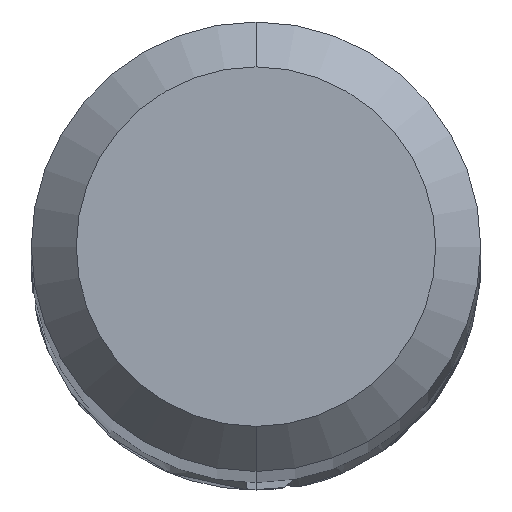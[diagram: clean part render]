
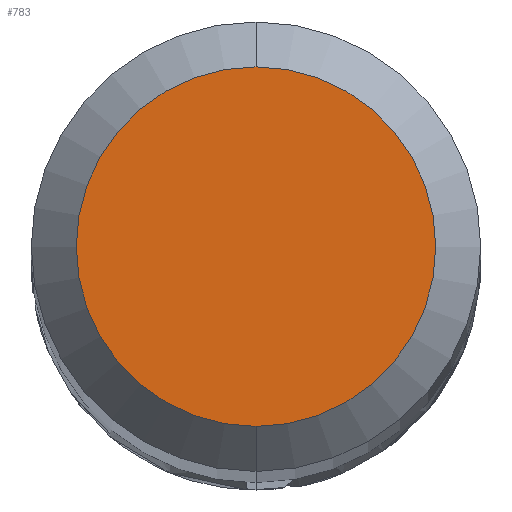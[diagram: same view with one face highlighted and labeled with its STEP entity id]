
A CAD part, top view. The second image highlights one B-rep face of the part: STEP entity #783.
In plain terms, the highlighted planar face has unit normal (0, 0, 1).
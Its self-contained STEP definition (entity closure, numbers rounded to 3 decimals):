
#783=ADVANCED_FACE('',(#2267),#2268,.T.);
#1345=VERTEX_POINT('',#2886);
#1459=EDGE_CURVE('',#1345,#1503,#3006,.T.);
#1503=VERTEX_POINT('',#3052);
#1713=EDGE_CURVE('',#1503,#1345,#3285,.T.);
#2267=FACE_OUTER_BOUND('',#3907,.T.);
#2268=PLANE('',#3908);
#2886=CARTESIAN_POINT('',(0.,-1.2,0.0));
#3006=CIRCLE('',#7862,1.2);
#3052=CARTESIAN_POINT('',(0.0,1.2,0.0));
#3285=CIRCLE('',#8858,1.2);
#3907=EDGE_LOOP('',(#11476,#11477));
#3908=AXIS2_PLACEMENT_3D('',#11478,#11479,#11480);
#7862=AXIS2_PLACEMENT_3D('',#12306,#12307,#12308);
#8858=AXIS2_PLACEMENT_3D('',#12614,#12615,#12616);
#11476=ORIENTED_EDGE('',*,*,#1713,.F.);
#11477=ORIENTED_EDGE('',*,*,#1459,.F.);
#11478=CARTESIAN_POINT('',(0.0,0.6,0.0));
#11479=DIRECTION('',(-0.0,0.0,1.0));
#11480=DIRECTION('',(0.0,-1.0,0.0));
#12306=CARTESIAN_POINT('',(0.0,0.0,0.0));
#12307=DIRECTION('',(0.0,0.0,-1.0));
#12308=DIRECTION('',(0.0,1.0,0.0));
#12614=CARTESIAN_POINT('',(0.0,0.0,0.0));
#12615=DIRECTION('',(0.0,0.0,-1.0));
#12616=DIRECTION('',(0.0,1.0,0.0));
